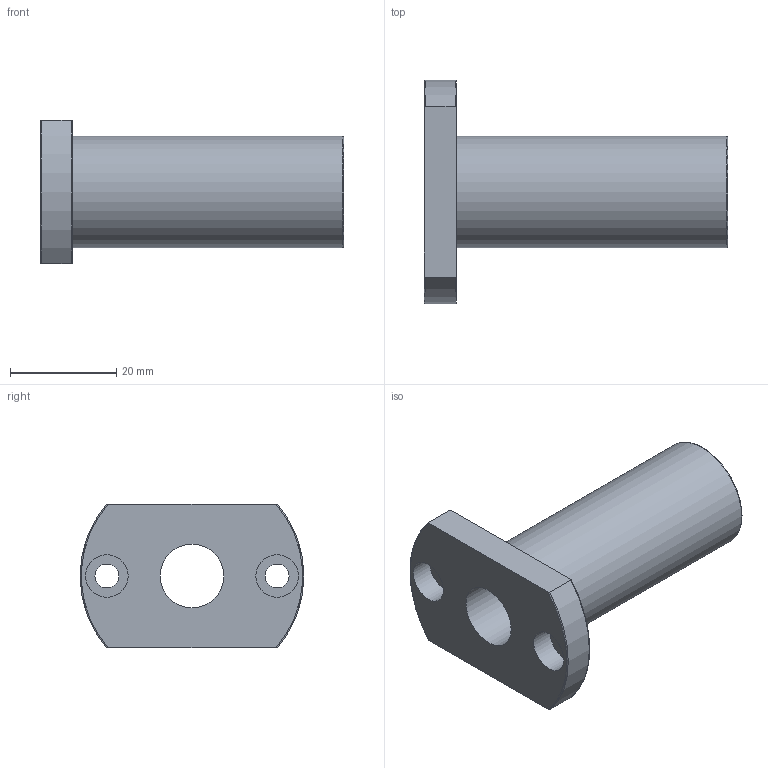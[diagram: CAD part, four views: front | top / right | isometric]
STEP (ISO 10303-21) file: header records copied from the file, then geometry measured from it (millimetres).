
FILE_DESCRIPTION(/* description */ ('STEP AP203'),/* implementation_level */ '2;1');
FILE_NAME(/* name */ 'LMH12L',/* time_stamp */ '2024-02-28T11:21:28+01:00',/* author */ ('License CC BY-ND 4.0'),/* organization */ ('CADENAS'),/* preprocessor_version */ 'ST-DEVELOPER v19.3',/* originating_system */ 'PARTsolutions',/* authorisation */ ' ');
FILE_SCHEMA (('CONFIG_CONTROL_DESIGN'));
Length unit declared in the file: millimetre
Products named in the file (1): LMH12L
Bounding box: 57 x 42 x 27 mm (x, y, z)
Volume: 17023.9 mm3; surface area: 8312.5 mm2
Topology: 1 solids, 1 shells, 20 faces, 45 edges, 30 vertices
Faces by surface type: cylinder 8, plane 7, torus 5
Full cylindrical faces by diameter (mm): 4.5 x2, 8 x2, 12 x1, 21 x1
Entity records: 576 total; most frequent: CARTESIAN_POINT 111, DIRECTION 92, ORIENTED_EDGE 74, AXIS2_PLACEMENT_3D 42, EDGE_CURVE 37, EDGE_LOOP 36, FACE_BOUND 36, VERTEX_POINT 29
